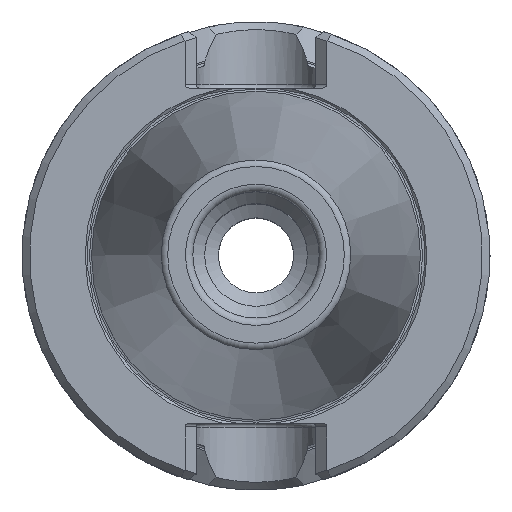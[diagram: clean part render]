
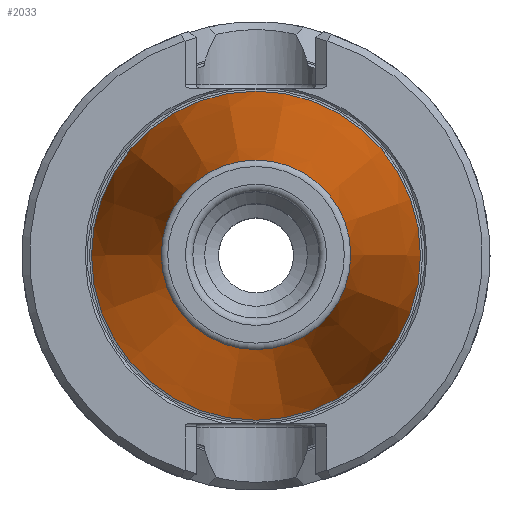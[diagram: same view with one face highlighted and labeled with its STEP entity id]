
A CAD part, top view. The second image highlights one B-rep face of the part: STEP entity #2033.
In plain terms, the highlighted conical face has half-angle 8.297 degrees and reference radius 12.396 mm.
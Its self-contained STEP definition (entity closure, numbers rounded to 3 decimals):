
#248=CONICAL_SURFACE('',#2164,12.396,0.145);
#317=ORIENTED_EDGE('',*,*,#672,.T.);
#318=ORIENTED_EDGE('',*,*,#671,.F.);
#671=EDGE_CURVE('',#861,#861,#997,.F.);
#672=EDGE_CURVE('',#862,#862,#998,.F.);
#861=VERTEX_POINT('',#2758);
#862=VERTEX_POINT('',#2761);
#997=CIRCLE('',#2163,12.763);
#998=CIRCLE('',#2165,22.149);
#1095=EDGE_LOOP('',(#317));
#1096=EDGE_LOOP('',(#318));
#1231=FACE_BOUND('',#1095,.T.);
#1232=FACE_BOUND('',#1096,.T.);
#2033=ADVANCED_FACE('',(#1231,#1232),#248,.T.);
#2163=AXIS2_PLACEMENT_3D('',#2757,#2392,#2393);
#2164=AXIS2_PLACEMENT_3D('',#2759,#2394,#2395);
#2165=AXIS2_PLACEMENT_3D('',#2760,#2396,#2397);
#2392=DIRECTION('',(0.,0.,-1.));
#2393=DIRECTION('',(-1.,0.,0.));
#2394=DIRECTION('',(0.,0.,-1.));
#2395=DIRECTION('',(-1.,0.,0.));
#2396=DIRECTION('',(0.,0.,-1.));
#2397=DIRECTION('',(-1.,0.,0.));
#2757=CARTESIAN_POINT('',(0.,0.,64.886));
#2758=CARTESIAN_POINT('',(-12.763,0.,64.886));
#2759=CARTESIAN_POINT('',(0.,0.,67.4));
#2760=CARTESIAN_POINT('',(0.,0.,0.524));
#2761=CARTESIAN_POINT('',(-22.149,0.,0.524));
